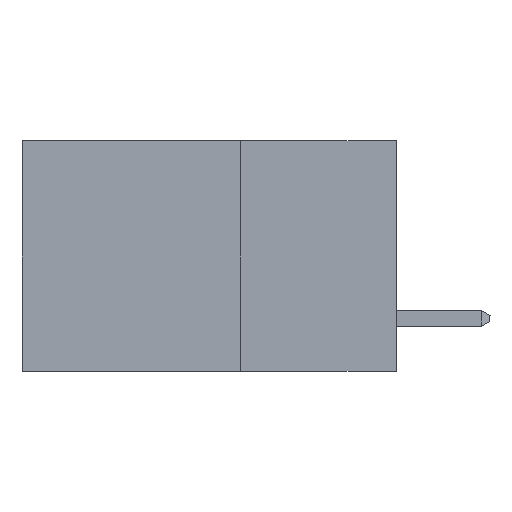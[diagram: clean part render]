
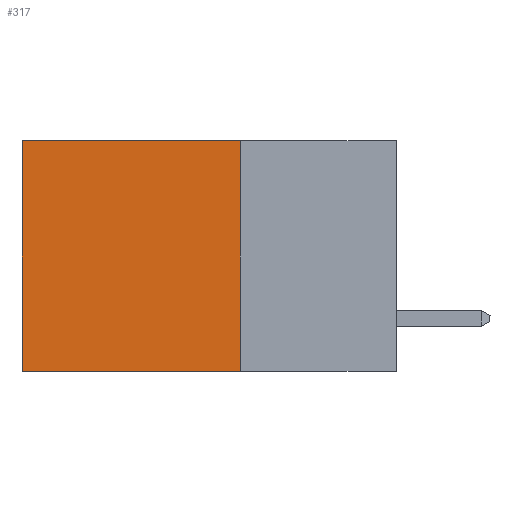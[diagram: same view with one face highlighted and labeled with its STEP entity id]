
A CAD part, left-side view. The second image highlights one B-rep face of the part: STEP entity #317.
In plain terms, the highlighted planar face has unit normal (-1, 0, 0).
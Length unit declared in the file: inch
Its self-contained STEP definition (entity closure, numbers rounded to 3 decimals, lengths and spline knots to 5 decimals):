
#164 = DIRECTION ( 'NONE',  ( 0., 1., 0. ) ) ;
#317 = ADVANCED_FACE ( 'NONE', ( #3218 ), #6883, .F. ) ;
#378 = VECTOR ( 'NONE', #4385, 39.37008 ) ;
#620 = VERTEX_POINT ( 'NONE', #5250 ) ;
#738 = CARTESIAN_POINT ( 'NONE',  ( 0.2615, 0.25, 0. ) ) ;
#1490 = DIRECTION ( 'NONE',  ( 1., 0., 0. ) ) ;
#2564 = CARTESIAN_POINT ( 'NONE',  ( 0.2615, 0.25, -0.37 ) ) ;
#2890 = VERTEX_POINT ( 'NONE', #2564 ) ;
#3169 = ORIENTED_EDGE ( 'NONE', *, *, #8140, .T. ) ;
#3218 = FACE_OUTER_BOUND ( 'NONE', #7649, .T. ) ;
#3389 = CARTESIAN_POINT ( 'NONE',  ( 0.2615, 0.6, 0. ) ) ;
#3407 = DIRECTION ( 'NONE',  ( 0., 0., -1. ) ) ;
#3860 = ORIENTED_EDGE ( 'NONE', *, *, #7535, .F. ) ;
#4249 = CARTESIAN_POINT ( 'NONE',  ( 0.2615, 0.25, -0.37 ) ) ;
#4259 = LINE ( 'NONE', #7186, #6544 ) ;
#4385 = DIRECTION ( 'NONE',  ( 0., 1., 0. ) ) ;
#4768 = VECTOR ( 'NONE', #11436, 39.37008 ) ;
#5250 = CARTESIAN_POINT ( 'NONE',  ( 0.2615, 0.6, -0.37 ) ) ;
#5517 = AXIS2_PLACEMENT_3D ( 'NONE', #4249, #1490, #8642 ) ;
#5599 = ORIENTED_EDGE ( 'NONE', *, *, #11728, .T. ) ;
#6006 = VERTEX_POINT ( 'NONE', #3389 ) ;
#6198 = EDGE_CURVE ( 'NONE', #2890, #620, #8340, .T. ) ;
#6431 = CARTESIAN_POINT ( 'NONE',  ( 0.2615, 0.25, 0. ) ) ;
#6544 = VECTOR ( 'NONE', #3407, 39.37008 ) ;
#6703 = ORIENTED_EDGE ( 'NONE', *, *, #6198, .F. ) ;
#6883 = PLANE ( 'NONE',  #5517 ) ;
#7186 = CARTESIAN_POINT ( 'NONE',  ( 0.2615, 0.6, -0.37 ) ) ;
#7510 = CARTESIAN_POINT ( 'NONE',  ( 0.2615, 0.25, -0.37 ) ) ;
#7535 = EDGE_CURVE ( 'NONE', #9097, #2890, #7800, .T. ) ;
#7649 = EDGE_LOOP ( 'NONE', ( #5599, #6703, #3860, #3169 ) ) ;
#7800 = LINE ( 'NONE', #9641, #4768 ) ;
#8140 = EDGE_CURVE ( 'NONE', #9097, #6006, #8909, .T. ) ;
#8340 = LINE ( 'NONE', #7510, #11148 ) ;
#8642 = DIRECTION ( 'NONE',  ( 0., 0., -1. ) ) ;
#8909 = LINE ( 'NONE', #738, #378 ) ;
#9097 = VERTEX_POINT ( 'NONE', #6431 ) ;
#9641 = CARTESIAN_POINT ( 'NONE',  ( 0.2615, 0.25, -0.37 ) ) ;
#11148 = VECTOR ( 'NONE', #164, 39.37008 ) ;
#11436 = DIRECTION ( 'NONE',  ( 0., 0., -1. ) ) ;
#11728 = EDGE_CURVE ( 'NONE', #6006, #620, #4259, .T. ) ;
